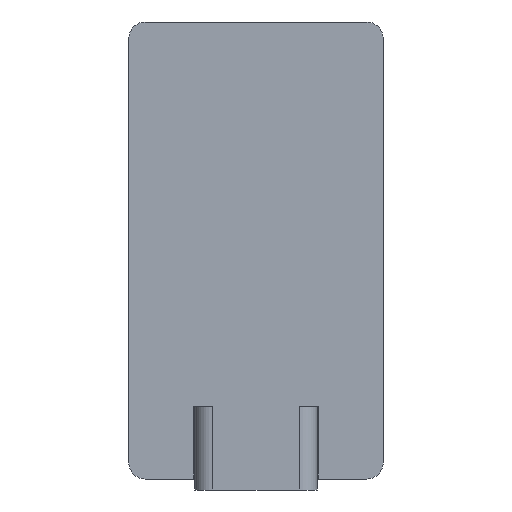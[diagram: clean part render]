
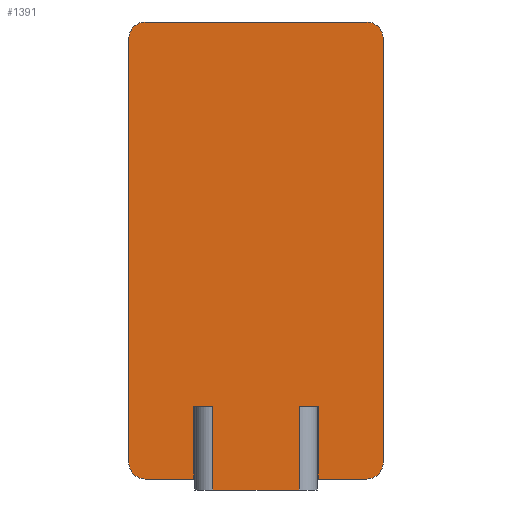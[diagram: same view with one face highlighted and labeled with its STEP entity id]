
A CAD part, front view. The second image highlights one B-rep face of the part: STEP entity #1391.
In plain terms, the highlighted planar face has unit normal (0, -1, 0).
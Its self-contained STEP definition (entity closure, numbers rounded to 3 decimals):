
#11 = CARTESIAN_POINT ( 'NONE',  ( 8.08, 0., 1.2 ) ) ;
#32 = CARTESIAN_POINT ( 'NONE',  ( 9.28, 0., 0. ) ) ;
#35 = AXIS2_PLACEMENT_3D ( 'NONE', #813, #1204, #517 ) ;
#48 = ORIENTED_EDGE ( 'NONE', *, *, #1329, .T. ) ;
#52 = VERTEX_POINT ( 'NONE', #767 ) ;
#78 = DIRECTION ( 'NONE',  ( 0., 0., 1. ) ) ;
#93 = DIRECTION ( 'NONE',  ( 0., 0., 1. ) ) ;
#98 = EDGE_CURVE ( 'NONE', #481, #1298, #651, .T. ) ;
#107 = CARTESIAN_POINT ( 'NONE',  ( -9.28, 0., 32.16 ) ) ;
#114 = CARTESIAN_POINT ( 'NONE',  ( 4.56, 0., 0. ) ) ;
#136 = DIRECTION ( 'NONE',  ( 1., 0., 0. ) ) ;
#154 = VERTEX_POINT ( 'NONE', #1077 ) ;
#160 = VERTEX_POINT ( 'NONE', #1476 ) ;
#165 = VECTOR ( 'NONE', #1547, 1000. ) ;
#176 = DIRECTION ( 'NONE',  ( 0., 0., 1. ) ) ;
#208 = ORIENTED_EDGE ( 'NONE', *, *, #684, .T. ) ;
#223 = VERTEX_POINT ( 'NONE', #281 ) ;
#241 = ORIENTED_EDGE ( 'NONE', *, *, #843, .F. ) ;
#242 = EDGE_CURVE ( 'NONE', #223, #1529, #1198, .T. ) ;
#276 = AXIS2_PLACEMENT_3D ( 'NONE', #1040, #1315, #93 ) ;
#281 = CARTESIAN_POINT ( 'NONE',  ( -3.175, 0., -0.8 ) ) ;
#302 = VECTOR ( 'NONE', #735, 1000. ) ;
#306 = DIRECTION ( 'NONE',  ( 0., -1., 0. ) ) ;
#308 = DIRECTION ( 'NONE',  ( 0., -1., 0. ) ) ;
#323 = VERTEX_POINT ( 'NONE', #688 ) ;
#330 = VECTOR ( 'NONE', #1120, 1000. ) ;
#382 = EDGE_CURVE ( 'NONE', #1033, #160, #1748, .T. ) ;
#409 = DIRECTION ( 'NONE',  ( 1., 0., 0. ) ) ;
#435 = CARTESIAN_POINT ( 'NONE',  ( -4.56, 0., 0. ) ) ;
#436 = CARTESIAN_POINT ( 'NONE',  ( 9.28, 0., 32.16 ) ) ;
#443 = CARTESIAN_POINT ( 'NONE',  ( 8.08, 0., 32.16 ) ) ;
#480 = CIRCLE ( 'NONE', #276, 1.2 ) ;
#481 = VERTEX_POINT ( 'NONE', #1111 ) ;
#492 = ORIENTED_EDGE ( 'NONE', *, *, #1038, .F. ) ;
#494 = VERTEX_POINT ( 'NONE', #561 ) ;
#500 = VERTEX_POINT ( 'NONE', #435 ) ;
#506 = EDGE_CURVE ( 'NONE', #565, #154, #858, .T. ) ;
#508 = DIRECTION ( 'NONE',  ( 0., 0., 1. ) ) ;
#515 = FACE_OUTER_BOUND ( 'NONE', #1028, .T. ) ;
#517 = DIRECTION ( 'NONE',  ( 0., 0., 1. ) ) ;
#559 = AXIS2_PLACEMENT_3D ( 'NONE', #11, #306, #176 ) ;
#561 = CARTESIAN_POINT ( 'NONE',  ( 3.175, 0., -0.8 ) ) ;
#565 = VERTEX_POINT ( 'NONE', #1418 ) ;
#576 = ORIENTED_EDGE ( 'NONE', *, *, #506, .F. ) ;
#595 = AXIS2_PLACEMENT_3D ( 'NONE', #443, #308, #871 ) ;
#613 = LINE ( 'NONE', #1152, #330 ) ;
#616 = ORIENTED_EDGE ( 'NONE', *, *, #1087, .T. ) ;
#651 = LINE ( 'NONE', #1355, #1629 ) ;
#653 = LINE ( 'NONE', #114, #798 ) ;
#662 = LINE ( 'NONE', #1341, #1057 ) ;
#684 = EDGE_CURVE ( 'NONE', #494, #481, #613, .T. ) ;
#688 = CARTESIAN_POINT ( 'NONE',  ( -4.56, 0., 5.3 ) ) ;
#707 = LINE ( 'NONE', #32, #1017 ) ;
#724 = ORIENTED_EDGE ( 'NONE', *, *, #382, .F. ) ;
#735 = DIRECTION ( 'NONE',  ( -1., 0., 0. ) ) ;
#739 = CIRCLE ( 'NONE', #559, 1.2 ) ;
#747 = EDGE_CURVE ( 'NONE', #500, #1403, #1271, .T. ) ;
#762 = ORIENTED_EDGE ( 'NONE', *, *, #98, .T. ) ;
#767 = CARTESIAN_POINT ( 'NONE',  ( 9.28, 0., 1.2 ) ) ;
#770 = CARTESIAN_POINT ( 'NONE',  ( -9.28, 0., 1.2 ) ) ;
#778 = LINE ( 'NONE', #1310, #302 ) ;
#780 = PLANE ( 'NONE',  #35 ) ;
#798 = VECTOR ( 'NONE', #1357, 1000. ) ;
#813 = CARTESIAN_POINT ( 'NONE',  ( 0., 0., 0. ) ) ;
#820 = CARTESIAN_POINT ( 'NONE',  ( -9.28, 0., 0. ) ) ;
#843 = EDGE_CURVE ( 'NONE', #494, #223, #778, .T. ) ;
#845 = EDGE_CURVE ( 'NONE', #500, #323, #1437, .T. ) ;
#852 = ORIENTED_EDGE ( 'NONE', *, *, #1714, .T. ) ;
#858 = LINE ( 'NONE', #1655, #165 ) ;
#871 = DIRECTION ( 'NONE',  ( 0., 0., 1. ) ) ;
#893 = CARTESIAN_POINT ( 'NONE',  ( -3.175, 0., -0.8 ) ) ;
#907 = ORIENTED_EDGE ( 'NONE', *, *, #747, .F. ) ;
#940 = CIRCLE ( 'NONE', #1633, 1.2 ) ;
#951 = EDGE_CURVE ( 'NONE', #964, #154, #1544, .T. ) ;
#964 = VERTEX_POINT ( 'NONE', #436 ) ;
#1005 = CARTESIAN_POINT ( 'NONE',  ( -8.08, 0., 1.2 ) ) ;
#1017 = VECTOR ( 'NONE', #1255, 1000. ) ;
#1025 = CARTESIAN_POINT ( 'NONE',  ( -9.28, 0., 0. ) ) ;
#1028 = EDGE_LOOP ( 'NONE', ( #907, #1389, #48, #1444, #241, #208, #762, #852, #724, #1260, #1224, #1668, #576, #1704, #492, #616 ) ) ;
#1033 = VERTEX_POINT ( 'NONE', #1721 ) ;
#1038 = EDGE_CURVE ( 'NONE', #1705, #1661, #1701, .T. ) ;
#1040 = CARTESIAN_POINT ( 'NONE',  ( -8.08, 0., 32.16 ) ) ;
#1057 = VECTOR ( 'NONE', #409, 1000. ) ;
#1077 = CARTESIAN_POINT ( 'NONE',  ( 8.08, 0., 33.36 ) ) ;
#1087 = EDGE_CURVE ( 'NONE', #1705, #1403, #940, .T. ) ;
#1094 = DIRECTION ( 'NONE',  ( -1., 0., 0. ) ) ;
#1096 = VECTOR ( 'NONE', #1094, 1000. ) ;
#1111 = CARTESIAN_POINT ( 'NONE',  ( 3.175, 0., 5.3 ) ) ;
#1120 = DIRECTION ( 'NONE',  ( 0., 0., 1. ) ) ;
#1128 = CARTESIAN_POINT ( 'NONE',  ( -3.175, 0., 5.3 ) ) ;
#1152 = CARTESIAN_POINT ( 'NONE',  ( 3.175, 0., -0.8 ) ) ;
#1194 = VECTOR ( 'NONE', #1662, 1000. ) ;
#1195 = VECTOR ( 'NONE', #508, 1000. ) ;
#1198 = LINE ( 'NONE', #893, #1195 ) ;
#1204 = DIRECTION ( 'NONE',  ( 0., 1., 0. ) ) ;
#1224 = ORIENTED_EDGE ( 'NONE', *, *, #1569, .F. ) ;
#1243 = CARTESIAN_POINT ( 'NONE',  ( -9.28, 0., 0. ) ) ;
#1255 = DIRECTION ( 'NONE',  ( 0., 0., -1. ) ) ;
#1260 = ORIENTED_EDGE ( 'NONE', *, *, #1511, .T. ) ;
#1271 = LINE ( 'NONE', #1025, #1409 ) ;
#1295 = VECTOR ( 'NONE', #1677, 1000. ) ;
#1298 = VERTEX_POINT ( 'NONE', #1322 ) ;
#1310 = CARTESIAN_POINT ( 'NONE',  ( 3.175, 0., -0.8 ) ) ;
#1315 = DIRECTION ( 'NONE',  ( 0., -1., 0. ) ) ;
#1322 = CARTESIAN_POINT ( 'NONE',  ( 4.56, 0., 5.3 ) ) ;
#1329 = EDGE_CURVE ( 'NONE', #323, #1529, #662, .T. ) ;
#1341 = CARTESIAN_POINT ( 'NONE',  ( -4.56, 0., 5.3 ) ) ;
#1355 = CARTESIAN_POINT ( 'NONE',  ( -4.56, 0., 5.3 ) ) ;
#1357 = DIRECTION ( 'NONE',  ( 0., 0., -1. ) ) ;
#1389 = ORIENTED_EDGE ( 'NONE', *, *, #845, .T. ) ;
#1391 = ADVANCED_FACE ( 'NONE', ( #515 ), #780, .F. ) ;
#1403 = VERTEX_POINT ( 'NONE', #1754 ) ;
#1409 = VECTOR ( 'NONE', #1425, 1000. ) ;
#1414 = CARTESIAN_POINT ( 'NONE',  ( -4.56, 0., 0. ) ) ;
#1418 = CARTESIAN_POINT ( 'NONE',  ( -8.08, 0., 33.36 ) ) ;
#1425 = DIRECTION ( 'NONE',  ( -1., 0., 0. ) ) ;
#1437 = LINE ( 'NONE', #1414, #1295 ) ;
#1444 = ORIENTED_EDGE ( 'NONE', *, *, #242, .F. ) ;
#1476 = CARTESIAN_POINT ( 'NONE',  ( 4.56, 0., 0. ) ) ;
#1511 = EDGE_CURVE ( 'NONE', #1033, #52, #739, .T. ) ;
#1529 = VERTEX_POINT ( 'NONE', #1128 ) ;
#1544 = CIRCLE ( 'NONE', #595, 1.2 ) ;
#1547 = DIRECTION ( 'NONE',  ( 1., 0., 0. ) ) ;
#1552 = DIRECTION ( 'NONE',  ( 0., -1., 0. ) ) ;
#1569 = EDGE_CURVE ( 'NONE', #964, #52, #707, .T. ) ;
#1629 = VECTOR ( 'NONE', #136, 1000. ) ;
#1633 = AXIS2_PLACEMENT_3D ( 'NONE', #1005, #1552, #78 ) ;
#1655 = CARTESIAN_POINT ( 'NONE',  ( -9.28, 0., 33.36 ) ) ;
#1658 = EDGE_CURVE ( 'NONE', #565, #1661, #480, .T. ) ;
#1661 = VERTEX_POINT ( 'NONE', #107 ) ;
#1662 = DIRECTION ( 'NONE',  ( 0., 0., 1. ) ) ;
#1668 = ORIENTED_EDGE ( 'NONE', *, *, #951, .T. ) ;
#1677 = DIRECTION ( 'NONE',  ( 0., 0., 1. ) ) ;
#1701 = LINE ( 'NONE', #1243, #1194 ) ;
#1704 = ORIENTED_EDGE ( 'NONE', *, *, #1658, .T. ) ;
#1705 = VERTEX_POINT ( 'NONE', #770 ) ;
#1714 = EDGE_CURVE ( 'NONE', #1298, #160, #653, .T. ) ;
#1721 = CARTESIAN_POINT ( 'NONE',  ( 8.08, 0., 0. ) ) ;
#1748 = LINE ( 'NONE', #820, #1096 ) ;
#1754 = CARTESIAN_POINT ( 'NONE',  ( -8.08, 0., 0. ) ) ;
